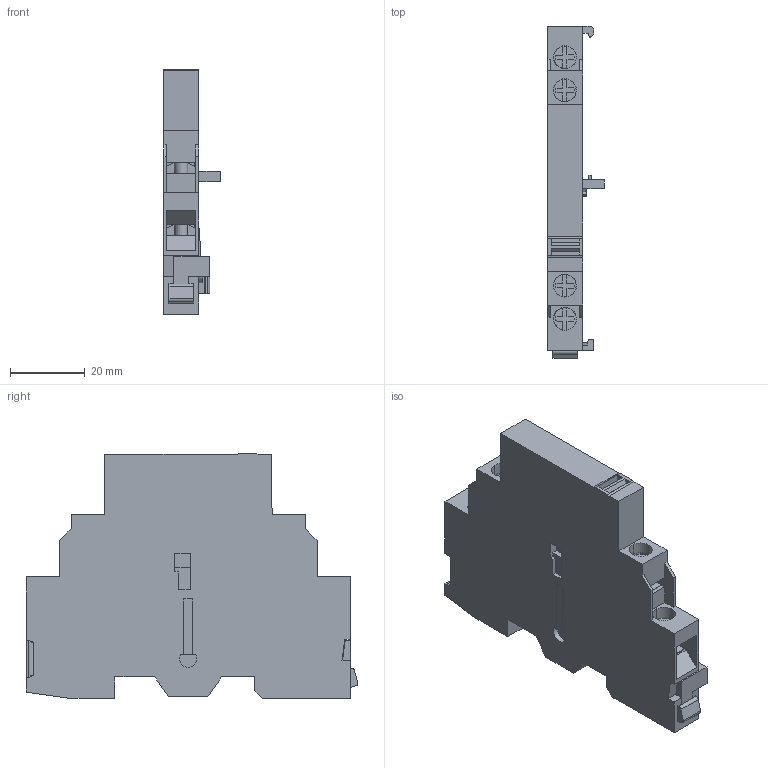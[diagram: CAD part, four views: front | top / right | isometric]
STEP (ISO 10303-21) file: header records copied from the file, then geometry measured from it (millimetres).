
FILE_DESCRIPTION((''),'2;1');
FILE_NAME('GVANXX-3D_ASM','2022-09-09T12:18:31',('SESA507772'),('Schneider-Electric'),'CREO PARAMETRIC BY PTC INC, 2021284','CREO PARAMETRIC BY PTC INC, 2021284','');
FILE_SCHEMA(('AP242_MANAGED_MODEL_BASED_3D_ENGINEERING_MIM_LF { 1 0 10303 442 1 1 4 }'));
Length unit declared in the file: millimetre
Products named in the file (2): GVANXX; GVANXX-3D_ASM
Assembly tree (1 placements, depth 2):
  GVANXX-3D_ASM
    GVANXX
Bounding box: 15.15 x 89.04 x 65.64 mm (x, y, z)
Volume: 39767.3 mm3; surface area: 15567.8 mm2
Topology: 2 solids, 2 shells, 353 faces, 1033 edges, 680 vertices
Faces by surface type: plane 292, cylinder 39, extrusion 22
Entity records: 17049 total; most frequent: CARTESIAN_POINT 2726, ORIENTED_EDGE 2066, DIRECTION 1702, PRESENTATION_STYLE_ASSIGNMENT 1204, STYLED_ITEM 1056, CURVE_STYLE 1053, EDGE_CURVE 1033, VECTOR 874
